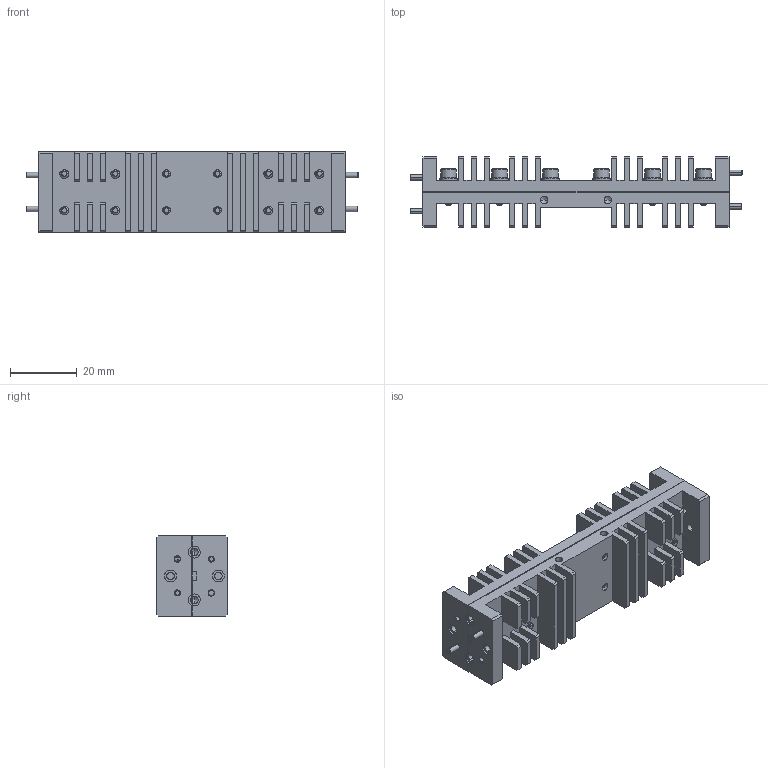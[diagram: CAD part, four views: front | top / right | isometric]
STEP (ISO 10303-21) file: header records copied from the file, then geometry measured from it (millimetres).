
FILE_DESCRIPTION (( 'STEP AP203' ), '1' );
FILE_NAME ('STA-XX-10-FS-40.STEP', '2018-08-30T19:33:50', ( '' ), ( '' ), 'SwSTEP 2.0', 'SolidWorks 2016', '' );
FILE_SCHEMA (( 'CONFIG_CONTROL_DESIGN' ));
Products named in the file (1): STA-XX-10-FS-40
Bounding box: 99.19 x 21.08 x 24.13 mm (x, y, z)
Volume: 24294.1 mm3; surface area: 28078.7 mm2
Topology: 31 solids, 31 shells, 1498 faces, 3984 edges, 2564 vertices
Faces by surface type: cylinder 804, plane 458, cone 212, bspline 24
Entity records: 61255 total; most frequent: CARTESIAN_POINT 27463, ORIENTED_EDGE 7936, DIRECTION 6178, EDGE_CURVE 3968, VERTEX_POINT 2564, AXIS2_PLACEMENT_3D 2107, LINE 1964, VECTOR 1964
